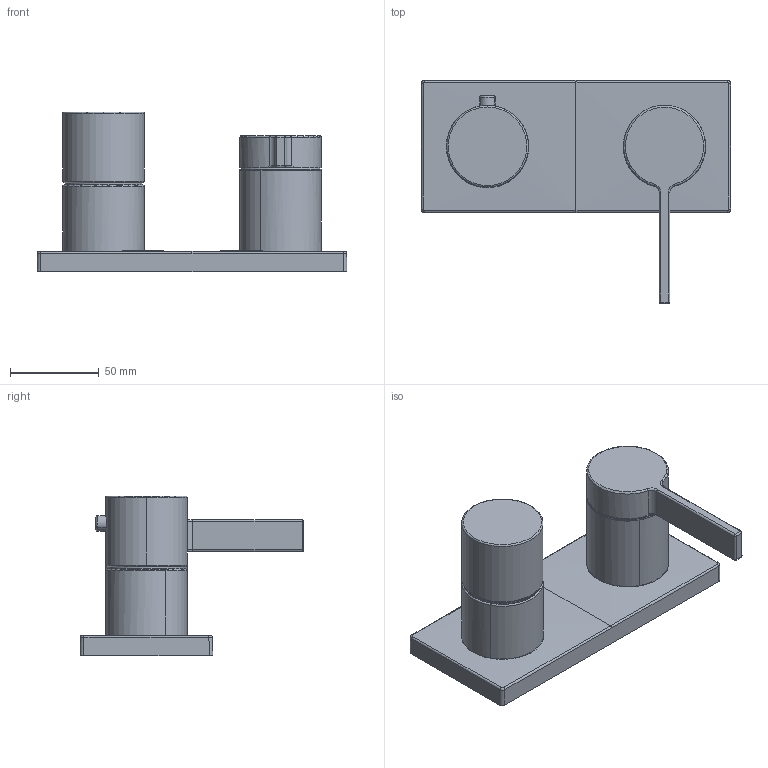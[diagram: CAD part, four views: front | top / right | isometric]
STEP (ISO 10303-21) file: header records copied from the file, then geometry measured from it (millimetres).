
FILE_DESCRIPTION (( 'STEP AP203' ), '1' );
FILE_NAME ('57649503.STEP', '2019-01-12T06:49:59', ( '' ), ( '' ), 'SwSTEP 2.0', 'SolidWorks 2016', '' );
FILE_SCHEMA (( 'CONFIG_CONTROL_DESIGN' ));
Length unit declared in the file: millimetre
Products named in the file (1): 57649503
Bounding box: 175 x 126.48 x 90.3 mm (x, y, z)
Volume: 399867.8 mm3; surface area: 55847.2 mm2
Topology: 1 solids, 1 shells, 85 faces, 191 edges, 114 vertices
Faces by surface type: cylinder 28, bspline 22, plane 16, torus 13, sphere 4, cone 2
Entity records: 4095 total; most frequent: CARTESIAN_POINT 2263, ORIENTED_EDGE 374, DIRECTION 345, EDGE_CURVE 187, AXIS2_PLACEMENT_3D 149, VERTEX_POINT 114, EDGE_LOOP 95, ADVANCED_FACE 85
